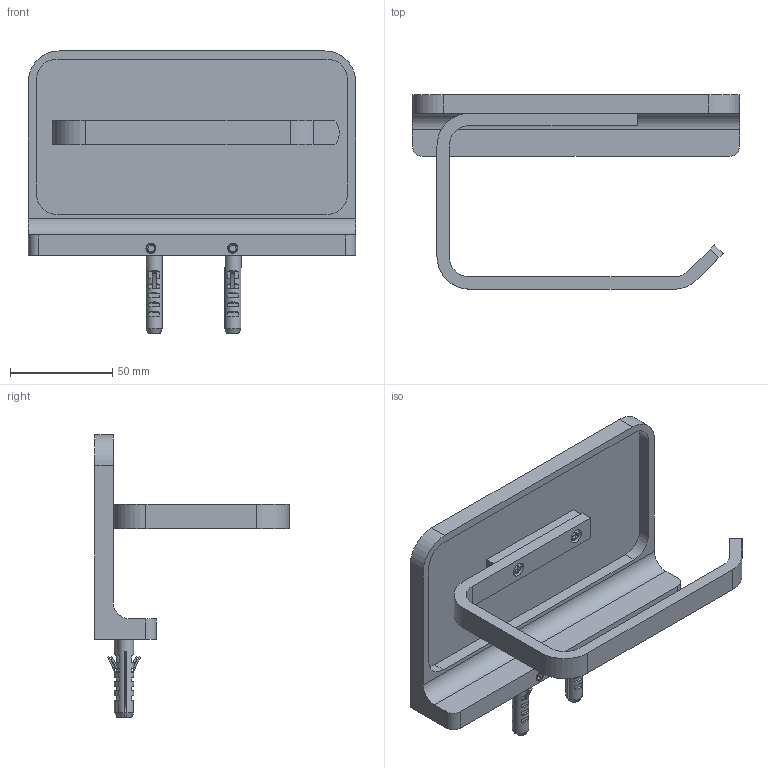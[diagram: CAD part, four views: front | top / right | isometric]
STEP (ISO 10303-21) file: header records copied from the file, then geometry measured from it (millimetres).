
FILE_DESCRIPTION(/* description */ (''),/* implementation_level */ '2;1');
FILE_NAME(/* name */ '47b05db2-67e8-4376-aff5-6cf60b934b43.stp',/* time_stamp */ '2020-01-09T13:25:42+00:00',/* author */ (''),/* organization */ (''),/* preprocessor_version */ 'ST-DEVELOPER v18',/* originating_system */ 'Autodesk Translation Framework v8.12.0.6',/* authorisation */ '');
FILE_SCHEMA (('AUTOMOTIVE_DESIGN { 1 0 10303 214 3 1 1 }'));
Products named in the file (1): !UN10525CR
Bounding box: 160 x 95 x 138 mm (x, y, z)
Volume: 114520.4 mm3; surface area: 70025.3 mm2
Topology: 11 solids, 11 shells, 517 faces, 1356 edges, 888 vertices
Faces by surface type: plane 244, cylinder 159, bspline 90, cone 18, torus 4, sphere 2
Full cylindrical faces by diameter (mm): 2.5 x2, 3.8 x62, 4 x28, 4.2 x2, 4.5 x2, 5 x12, 5.126 x2, 6 x2, 7 x2, 7.5 x2, 8 x3
Entity records: 50005 total; most frequent: CARTESIAN_POINT 37996, ORIENTED_EDGE 2704, DIRECTION 2088, EDGE_CURVE 1352, VERTEX_POINT 888, LINE 704, VECTOR 704, AXIS2_PLACEMENT_3D 692
